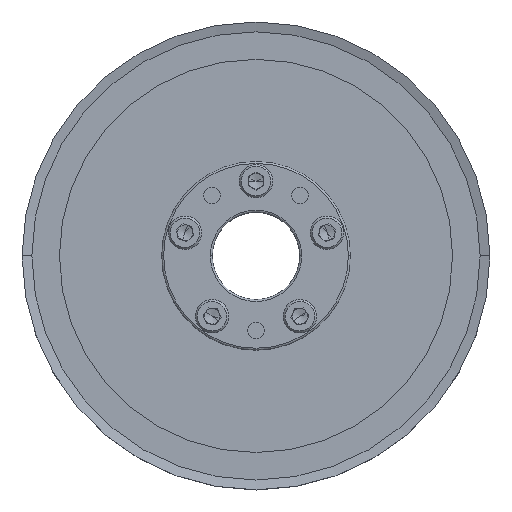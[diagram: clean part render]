
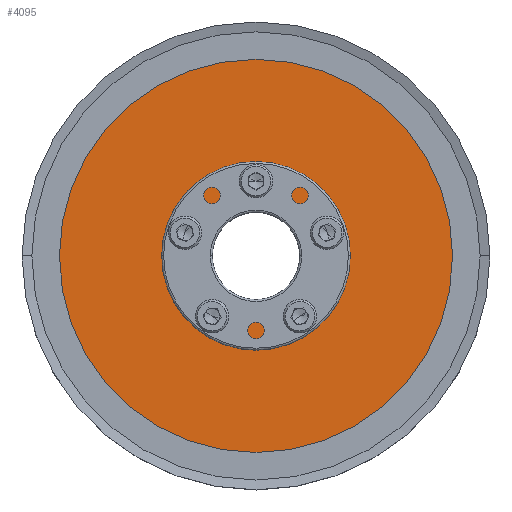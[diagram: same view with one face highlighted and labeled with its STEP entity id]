
A CAD part, top view. The second image highlights one B-rep face of the part: STEP entity #4095.
In plain terms, the highlighted planar face has unit normal (0, 0, 1).
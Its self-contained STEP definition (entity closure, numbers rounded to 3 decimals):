
#214 = CARTESIAN_POINT ( 'NONE',  ( 12.413, 0., 22. ) ) ;
#271 = AXIS2_PLACEMENT_3D ( 'NONE', #8895, #6153, #16370 ) ;
#406 = ORIENTED_EDGE ( 'NONE', *, *, #6285, .F. ) ;
#454 = CARTESIAN_POINT ( 'NONE',  ( -20.17, 5.871, 22. ) ) ;
#633 = DIRECTION ( 'NONE',  ( 0., 0., 1. ) ) ;
#682 = ORIENTED_EDGE ( 'NONE', *, *, #18041, .F. ) ;
#710 = CARTESIAN_POINT ( 'NONE',  ( -15.97, 5.871, 22. ) ) ;
#1028 = DIRECTION ( 'NONE',  ( 0., 0., 1. ) ) ;
#1042 = CIRCLE ( 'NONE', #16845, 2.1 ) ;
#1080 = CARTESIAN_POINT ( 'NONE',  ( 50., 0., 22. ) ) ;
#1129 = DIRECTION ( 'NONE',  ( 0., 0., 1. ) ) ;
#1173 = ORIENTED_EDGE ( 'NONE', *, *, #16966, .F. ) ;
#1227 = DIRECTION ( 'NONE',  ( 1., 0., 0. ) ) ;
#1478 = CARTESIAN_POINT ( 'NONE',  ( 0., 19., 22. ) ) ;
#1554 = ORIENTED_EDGE ( 'NONE', *, *, #12605, .T. ) ;
#1591 = ORIENTED_EDGE ( 'NONE', *, *, #14230, .F. ) ;
#1638 = CIRCLE ( 'NONE', #12492, 12.413 ) ;
#1759 = CIRCLE ( 'NONE', #12614, 50. ) ;
#2000 = VERTEX_POINT ( 'NONE', #6315 ) ;
#2262 = CARTESIAN_POINT ( 'NONE',  ( 20.17, 5.871, 22. ) ) ;
#2365 = VERTEX_POINT ( 'NONE', #214 ) ;
#2594 = AXIS2_PLACEMENT_3D ( 'NONE', #14426, #1129, #7044 ) ;
#2669 = VERTEX_POINT ( 'NONE', #454 ) ;
#2748 = VERTEX_POINT ( 'NONE', #17532 ) ;
#2843 = DIRECTION ( 'NONE',  ( 0., 0., -1. ) ) ;
#2934 = DIRECTION ( 'NONE',  ( -1., 0., 0. ) ) ;
#3045 = CIRCLE ( 'NONE', #7082, 50. ) ;
#3067 = EDGE_LOOP ( 'NONE', ( #1554, #3655 ) ) ;
#3090 = EDGE_LOOP ( 'NONE', ( #682, #1173 ) ) ;
#3425 = FACE_OUTER_BOUND ( 'NONE', #11177, .T. ) ;
#3655 = ORIENTED_EDGE ( 'NONE', *, *, #5790, .T. ) ;
#3700 = VERTEX_POINT ( 'NONE', #11049 ) ;
#3792 = VERTEX_POINT ( 'NONE', #17041 ) ;
#4095 = ADVANCED_FACE ( 'NONE', ( #12019, #7795, #4617, #16373, #18195, #10556, #3425 ), #15274, .T. ) ;
#4115 = ORIENTED_EDGE ( 'NONE', *, *, #17587, .F. ) ;
#4282 = AXIS2_PLACEMENT_3D ( 'NONE', #1478, #5915, #7394 ) ;
#4604 = DIRECTION ( 'NONE',  ( 1., 0., 0. ) ) ;
#4617 = FACE_BOUND ( 'NONE', #14254, .T. ) ;
#4754 = DIRECTION ( 'NONE',  ( 0., 0., 1. ) ) ;
#4820 = CIRCLE ( 'NONE', #15671, 2.1 ) ;
#4866 = CIRCLE ( 'NONE', #8578, 2.1 ) ;
#5437 = AXIS2_PLACEMENT_3D ( 'NONE', #8994, #14917, #12468 ) ;
#5548 = CIRCLE ( 'NONE', #14547, 2.1 ) ;
#5606 = VERTEX_POINT ( 'NONE', #710 ) ;
#5749 = CARTESIAN_POINT ( 'NONE',  ( 0., 0., 22. ) ) ;
#5790 = EDGE_CURVE ( 'NONE', #2365, #13486, #1638, .T. ) ;
#5915 = DIRECTION ( 'NONE',  ( 0., 0., 1. ) ) ;
#6116 = DIRECTION ( 'NONE',  ( 0., 0., 1. ) ) ;
#6153 = DIRECTION ( 'NONE',  ( 0., 0., -1. ) ) ;
#6262 = ORIENTED_EDGE ( 'NONE', *, *, #9591, .T. ) ;
#6279 = EDGE_CURVE ( 'NONE', #13045, #13252, #7844, .T. ) ;
#6285 = EDGE_CURVE ( 'NONE', #3792, #15393, #1042, .T. ) ;
#6305 = EDGE_LOOP ( 'NONE', ( #6765, #406 ) ) ;
#6315 = CARTESIAN_POINT ( 'NONE',  ( 15.97, 5.871, 22. ) ) ;
#6431 = CIRCLE ( 'NONE', #271, 12.413 ) ;
#6433 = VERTEX_POINT ( 'NONE', #8894 ) ;
#6765 = ORIENTED_EDGE ( 'NONE', *, *, #15900, .F. ) ;
#7026 = CARTESIAN_POINT ( 'NONE',  ( -11.168, -15.371, 22. ) ) ;
#7044 = DIRECTION ( 'NONE',  ( 1., 0., 0. ) ) ;
#7082 = AXIS2_PLACEMENT_3D ( 'NONE', #15064, #4754, #17259 ) ;
#7394 = DIRECTION ( 'NONE',  ( 1., 0., 0. ) ) ;
#7545 = CARTESIAN_POINT ( 'NONE',  ( 0., 0., 22. ) ) ;
#7795 = FACE_BOUND ( 'NONE', #6305, .T. ) ;
#7800 = CARTESIAN_POINT ( 'NONE',  ( -18.07, 5.871, 22. ) ) ;
#7844 = CIRCLE ( 'NONE', #2594, 2.1 ) ;
#8267 = ORIENTED_EDGE ( 'NONE', *, *, #16660, .F. ) ;
#8488 = DIRECTION ( 'NONE',  ( 1., 0., 0. ) ) ;
#8578 = AXIS2_PLACEMENT_3D ( 'NONE', #8602, #1028, #8488 ) ;
#8594 = DIRECTION ( 'NONE',  ( 0., 0., 1. ) ) ;
#8602 = CARTESIAN_POINT ( 'NONE',  ( 18.07, 5.871, 22. ) ) ;
#8894 = CARTESIAN_POINT ( 'NONE',  ( 2.1, 19., 22. ) ) ;
#8895 = CARTESIAN_POINT ( 'NONE',  ( 0., 0., 22. ) ) ;
#8994 = CARTESIAN_POINT ( 'NONE',  ( -1.058, 28.193, 22. ) ) ;
#9521 = CIRCLE ( 'NONE', #13572, 2.1 ) ;
#9591 = EDGE_CURVE ( 'NONE', #3700, #17430, #1759, .T. ) ;
#10066 = ORIENTED_EDGE ( 'NONE', *, *, #12223, .F. ) ;
#10332 = ORIENTED_EDGE ( 'NONE', *, *, #10423, .F. ) ;
#10354 = ORIENTED_EDGE ( 'NONE', *, *, #6279, .F. ) ;
#10423 = EDGE_CURVE ( 'NONE', #16559, #2000, #14471, .T. ) ;
#10556 = FACE_BOUND ( 'NONE', #3067, .T. ) ;
#10668 = DIRECTION ( 'NONE',  ( 0., 0., 1. ) ) ;
#11049 = CARTESIAN_POINT ( 'NONE',  ( -50., 0., 22. ) ) ;
#11177 = EDGE_LOOP ( 'NONE', ( #13715, #6262 ) ) ;
#11375 = AXIS2_PLACEMENT_3D ( 'NONE', #12003, #17904, #4604 ) ;
#12003 = CARTESIAN_POINT ( 'NONE',  ( 18.07, 5.871, 22. ) ) ;
#12019 = FACE_BOUND ( 'NONE', #16626, .T. ) ;
#12069 = DIRECTION ( 'NONE',  ( 1., 0., 0. ) ) ;
#12135 = DIRECTION ( 'NONE',  ( 1., 0., 0. ) ) ;
#12191 = DIRECTION ( 'NONE',  ( 0., 0., 1. ) ) ;
#12214 = CARTESIAN_POINT ( 'NONE',  ( 11.168, -15.371, 22. ) ) ;
#12223 = EDGE_CURVE ( 'NONE', #13252, #13045, #17604, .T. ) ;
#12468 = DIRECTION ( 'NONE',  ( 1., 0., 0. ) ) ;
#12492 = AXIS2_PLACEMENT_3D ( 'NONE', #5749, #2843, #2934 ) ;
#12605 = EDGE_CURVE ( 'NONE', #13486, #2365, #6431, .T. ) ;
#12614 = AXIS2_PLACEMENT_3D ( 'NONE', #7545, #19114, #12135 ) ;
#12649 = CIRCLE ( 'NONE', #4282, 2.1 ) ;
#12975 = DIRECTION ( 'NONE',  ( 0., 0., 1. ) ) ;
#12995 = CARTESIAN_POINT ( 'NONE',  ( 11.168, -15.371, 22. ) ) ;
#13045 = VERTEX_POINT ( 'NONE', #13890 ) ;
#13252 = VERTEX_POINT ( 'NONE', #16571 ) ;
#13486 = VERTEX_POINT ( 'NONE', #16760 ) ;
#13523 = CARTESIAN_POINT ( 'NONE',  ( 0., 19., 22. ) ) ;
#13572 = AXIS2_PLACEMENT_3D ( 'NONE', #15563, #633, #17112 ) ;
#13715 = ORIENTED_EDGE ( 'NONE', *, *, #17755, .T. ) ;
#13890 = CARTESIAN_POINT ( 'NONE',  ( -9.068, -15.371, 22. ) ) ;
#14230 = EDGE_CURVE ( 'NONE', #2748, #6433, #14729, .T. ) ;
#14254 = EDGE_LOOP ( 'NONE', ( #10354, #10066 ) ) ;
#14426 = CARTESIAN_POINT ( 'NONE',  ( -11.168, -15.371, 22. ) ) ;
#14471 = CIRCLE ( 'NONE', #11375, 2.1 ) ;
#14547 = AXIS2_PLACEMENT_3D ( 'NONE', #7800, #12191, #18096 ) ;
#14729 = CIRCLE ( 'NONE', #15954, 2.1 ) ;
#14917 = DIRECTION ( 'NONE',  ( 0., 0., 1. ) ) ;
#15064 = CARTESIAN_POINT ( 'NONE',  ( 0., 0., 22. ) ) ;
#15274 = PLANE ( 'NONE',  #5437 ) ;
#15393 = VERTEX_POINT ( 'NONE', #15963 ) ;
#15563 = CARTESIAN_POINT ( 'NONE',  ( -18.07, 5.871, 22. ) ) ;
#15671 = AXIS2_PLACEMENT_3D ( 'NONE', #12214, #10668, #16684 ) ;
#15735 = AXIS2_PLACEMENT_3D ( 'NONE', #7026, #12975, #17512 ) ;
#15900 = EDGE_CURVE ( 'NONE', #15393, #3792, #4820, .T. ) ;
#15954 = AXIS2_PLACEMENT_3D ( 'NONE', #13523, #6116, #12069 ) ;
#15963 = CARTESIAN_POINT ( 'NONE',  ( 13.268, -15.371, 22. ) ) ;
#16370 = DIRECTION ( 'NONE',  ( -1., 0., 0. ) ) ;
#16373 = FACE_BOUND ( 'NONE', #3090, .T. ) ;
#16559 = VERTEX_POINT ( 'NONE', #2262 ) ;
#16571 = CARTESIAN_POINT ( 'NONE',  ( -13.268, -15.371, 22. ) ) ;
#16626 = EDGE_LOOP ( 'NONE', ( #10332, #8267 ) ) ;
#16660 = EDGE_CURVE ( 'NONE', #2000, #16559, #4866, .T. ) ;
#16684 = DIRECTION ( 'NONE',  ( 1., 0., 0. ) ) ;
#16760 = CARTESIAN_POINT ( 'NONE',  ( -12.413, 0., 22. ) ) ;
#16845 = AXIS2_PLACEMENT_3D ( 'NONE', #12995, #8594, #1227 ) ;
#16966 = EDGE_CURVE ( 'NONE', #2669, #5606, #9521, .T. ) ;
#17041 = CARTESIAN_POINT ( 'NONE',  ( 9.068, -15.371, 22. ) ) ;
#17112 = DIRECTION ( 'NONE',  ( 1., 0., 0. ) ) ;
#17259 = DIRECTION ( 'NONE',  ( 1., 0., 0. ) ) ;
#17430 = VERTEX_POINT ( 'NONE', #1080 ) ;
#17512 = DIRECTION ( 'NONE',  ( 1., 0., 0. ) ) ;
#17532 = CARTESIAN_POINT ( 'NONE',  ( -2.1, 19., 22. ) ) ;
#17587 = EDGE_CURVE ( 'NONE', #6433, #2748, #12649, .T. ) ;
#17604 = CIRCLE ( 'NONE', #15735, 2.1 ) ;
#17755 = EDGE_CURVE ( 'NONE', #17430, #3700, #3045, .T. ) ;
#17904 = DIRECTION ( 'NONE',  ( 0., 0., 1. ) ) ;
#18041 = EDGE_CURVE ( 'NONE', #5606, #2669, #5548, .T. ) ;
#18096 = DIRECTION ( 'NONE',  ( 1., 0., 0. ) ) ;
#18104 = EDGE_LOOP ( 'NONE', ( #4115, #1591 ) ) ;
#18195 = FACE_BOUND ( 'NONE', #18104, .T. ) ;
#19114 = DIRECTION ( 'NONE',  ( 0., 0., 1. ) ) ;
